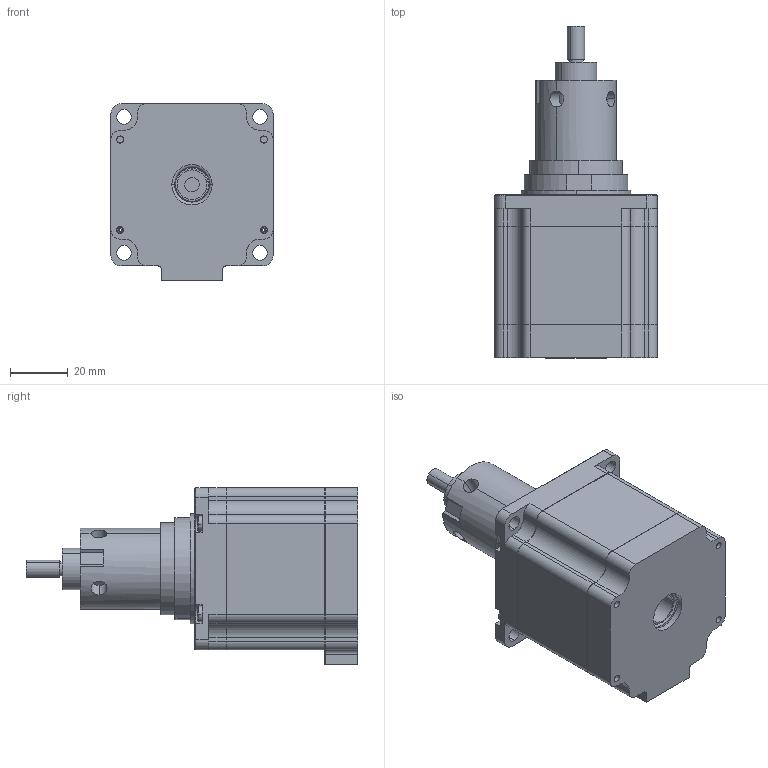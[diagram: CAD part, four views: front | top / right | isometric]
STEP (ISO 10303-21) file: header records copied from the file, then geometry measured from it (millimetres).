
FILE_DESCRIPTION (( 'STEP AP203' ), '1' );
FILE_NAME ('LC238S-E09025-25-S-220.STEP', '2019-03-01T02:39:18', ( 'Sky123.Org' ), ( 'Sky123.Org' ), 'SwSTEP 2.0', 'SolidWorks 2014', '' );
FILE_SCHEMA (( 'CONFIG_CONTROL_DESIGN' ));
Length unit declared in the file: millimetre
Products named in the file (1): LC238S-E09025-25-S-220
Bounding box: 56.2 x 115 x 61.2 mm (x, y, z)
Surface area: 30515 mm2 (no closed solid volume)
Topology: 0 solids, 17 shells, 391 faces, 2019 edges, 1632 vertices
Faces by surface type: plane 205, cylinder 100, cone 76, sphere 8, torus 2
Entity records: 21358 total; most frequent: CARTESIAN_POINT 5054, DIRECTION 3573, ORIENTED_EDGE 2926, EDGE_CURVE 2019, VERTEX_POINT 1632, AXIS2_PLACEMENT_3D 1269, LINE 1035, VECTOR 1035
